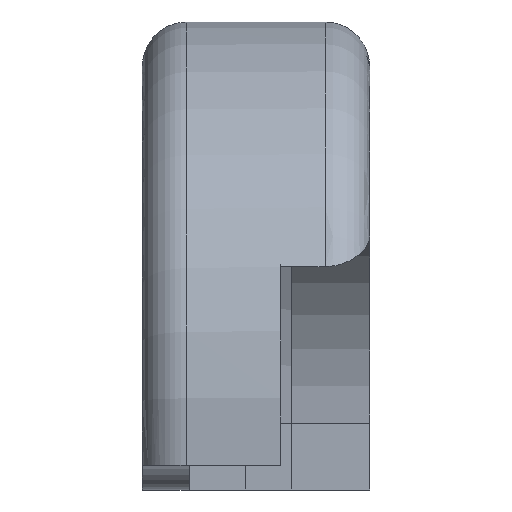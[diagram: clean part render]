
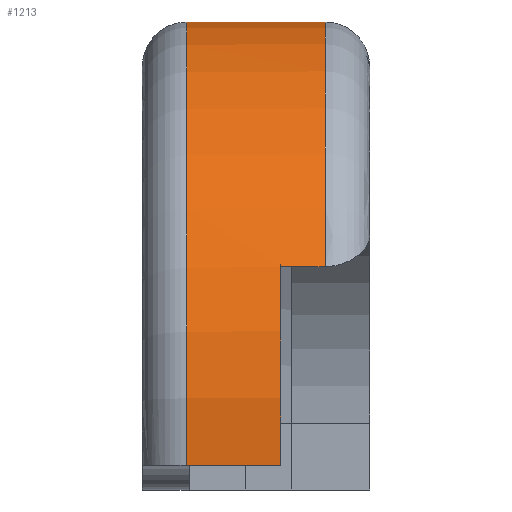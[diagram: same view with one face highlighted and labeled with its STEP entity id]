
A CAD part, front view. The second image highlights one B-rep face of the part: STEP entity #1213.
In plain terms, the highlighted cylindrical face has radius 18 mm (diameter 36 mm), a partial arc.
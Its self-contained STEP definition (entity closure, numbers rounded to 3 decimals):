
#604=CARTESIAN_POINT('Vertex',(8.7,-16.572,7.027)) ;
#607=CARTESIAN_POINT('Axis2P3D Location',(8.7,0.,0.)) ;
#611=CARTESIAN_POINT('Vertex',(8.7,-17.899,-1.9)) ;
#748=CARTESIAN_POINT('Axis2P3D Location',(7.6,0.,0.)) ;
#1106=CARTESIAN_POINT('Line Origine',(6.6,-17.899,-1.9)) ;
#1110=CARTESIAN_POINT('Vertex',(4.5,-17.899,-1.9)) ;
#1161=CARTESIAN_POINT('Vertex',(10.7,-16.572,7.027)) ;
#1166=CARTESIAN_POINT('Line Origine',(10.7,-16.572,7.027)) ;
#1186=CARTESIAN_POINT('Axis2P3D Location',(10.7,0.,0.)) ;
#1190=CARTESIAN_POINT('Vertex',(10.7,16.565,7.043)) ;
#1193=CARTESIAN_POINT('Line Origine',(7.6,16.565,7.043)) ;
#1197=CARTESIAN_POINT('Vertex',(4.5,16.565,7.043)) ;
#1200=CARTESIAN_POINT('Axis2P3D Location',(4.5,0.,0.)) ;
#608=DIRECTION('Axis2P3D Direction',(1.,0.,0.)) ;
#749=DIRECTION('Axis2P3D Direction',(1.,0.,0.)) ;
#750=DIRECTION('Axis2P3D XDirection',(0.,0.986,-0.167)) ;
#1107=DIRECTION('Vector Direction',(1.,0.,0.)) ;
#1167=DIRECTION('Vector Direction',(1.,0.,0.)) ;
#1187=DIRECTION('Axis2P3D Direction',(1.,0.,0.)) ;
#1194=DIRECTION('Vector Direction',(1.,0.,0.)) ;
#1201=DIRECTION('Axis2P3D Direction',(1.,0.,0.)) ;
#609=AXIS2_PLACEMENT_3D('Circle Axis2P3D',#607,#608,$) ;
#751=AXIS2_PLACEMENT_3D('Cylinder Axis2P3D',#748,#749,#750) ;
#1188=AXIS2_PLACEMENT_3D('Circle Axis2P3D',#1186,#1187,$) ;
#1202=AXIS2_PLACEMENT_3D('Circle Axis2P3D',#1200,#1201,$) ;
#1206=ORIENTED_EDGE('',*,*,#1192,.F.) ;
#1207=ORIENTED_EDGE('',*,*,#1199,.T.) ;
#1208=ORIENTED_EDGE('',*,*,#1204,.F.) ;
#1209=ORIENTED_EDGE('',*,*,#1112,.T.) ;
#1210=ORIENTED_EDGE('',*,*,#613,.F.) ;
#1211=ORIENTED_EDGE('',*,*,#1170,.T.) ;
#1108=VECTOR('Line Direction',#1107,1.) ;
#1168=VECTOR('Line Direction',#1167,1.) ;
#1195=VECTOR('Line Direction',#1194,1.) ;
#1213=ADVANCED_FACE('Corps de pi\X2\00E8\X0\ce.7',(#1212),#752,.T.) ;
#610=CIRCLE('generated circle',#609,18.) ;
#1189=CIRCLE('generated circle',#1188,18.) ;
#1203=CIRCLE('generated circle',#1202,18.) ;
#752=CYLINDRICAL_SURFACE('generated cylinder',#751,18.) ;
#613=EDGE_CURVE('',#605,#612,#610,.T.) ;
#1112=EDGE_CURVE('',#1111,#612,#1109,.T.) ;
#1170=EDGE_CURVE('',#605,#1162,#1169,.T.) ;
#1192=EDGE_CURVE('',#1191,#1162,#1189,.T.) ;
#1199=EDGE_CURVE('',#1191,#1198,#1196,.F.) ;
#1204=EDGE_CURVE('',#1111,#1198,#1203,.F.) ;
#1205=EDGE_LOOP('',(#1206,#1207,#1208,#1209,#1210,#1211)) ;
#1212=FACE_OUTER_BOUND('',#1205,.T.) ;
#1109=LINE('Line',#1106,#1108) ;
#1169=LINE('Line',#1166,#1168) ;
#1196=LINE('Line',#1193,#1195) ;
#605=VERTEX_POINT('',#604) ;
#612=VERTEX_POINT('',#611) ;
#1111=VERTEX_POINT('',#1110) ;
#1162=VERTEX_POINT('',#1161) ;
#1191=VERTEX_POINT('',#1190) ;
#1198=VERTEX_POINT('',#1197) ;
